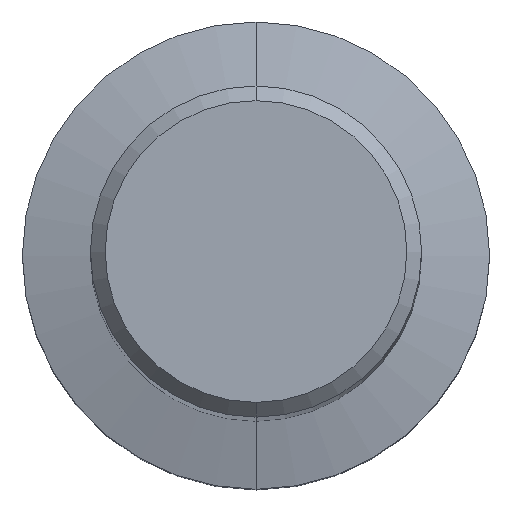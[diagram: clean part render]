
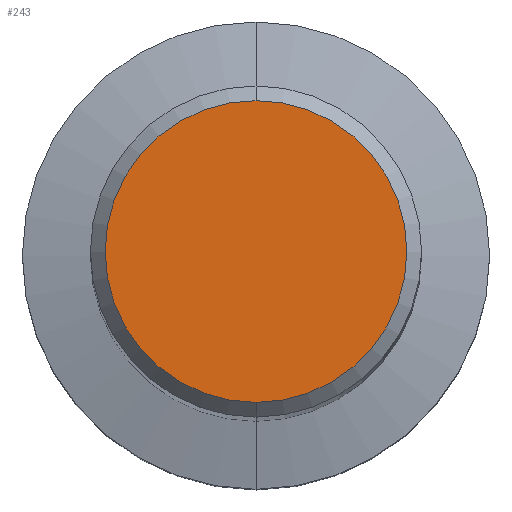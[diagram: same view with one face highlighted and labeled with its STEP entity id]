
A CAD part, top view. The second image highlights one B-rep face of the part: STEP entity #243.
In plain terms, the highlighted planar face has unit normal (0, 0, 1).
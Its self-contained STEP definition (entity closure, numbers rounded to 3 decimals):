
#243=ADVANCED_FACE('',(#601),#602,.T.);
#279=EDGE_CURVE('',#517,#379,#640,.T.);
#379=VERTEX_POINT('',#748);
#387=EDGE_CURVE('',#379,#517,#757,.T.);
#517=VERTEX_POINT('',#905);
#601=FACE_OUTER_BOUND('',#1022,.T.);
#602=PLANE('',#1023);
#640=CIRCLE('',#1120,8.2);
#748=CARTESIAN_POINT('',(0.,-8.2,0.0));
#757=CIRCLE('',#1390,8.2);
#905=CARTESIAN_POINT('',(0.0,8.2,0.0));
#1022=EDGE_LOOP('',(#1763,#1764));
#1023=AXIS2_PLACEMENT_3D('',#1765,#1766,#1767);
#1120=AXIS2_PLACEMENT_3D('',#1791,#1792,#1793);
#1390=AXIS2_PLACEMENT_3D('',#1892,#1893,#1894);
#1763=ORIENTED_EDGE('',*,*,#279,.F.);
#1764=ORIENTED_EDGE('',*,*,#387,.F.);
#1765=CARTESIAN_POINT('',(0.0,4.1,0.0));
#1766=DIRECTION('',(-0.0,0.0,1.0));
#1767=DIRECTION('',(0.0,-1.0,0.0));
#1791=CARTESIAN_POINT('',(0.0,0.0,0.0));
#1792=DIRECTION('',(0.0,0.0,-1.0));
#1793=DIRECTION('',(0.0,1.0,0.0));
#1892=CARTESIAN_POINT('',(0.0,0.0,0.0));
#1893=DIRECTION('',(0.0,0.0,-1.0));
#1894=DIRECTION('',(0.0,1.0,0.0));
